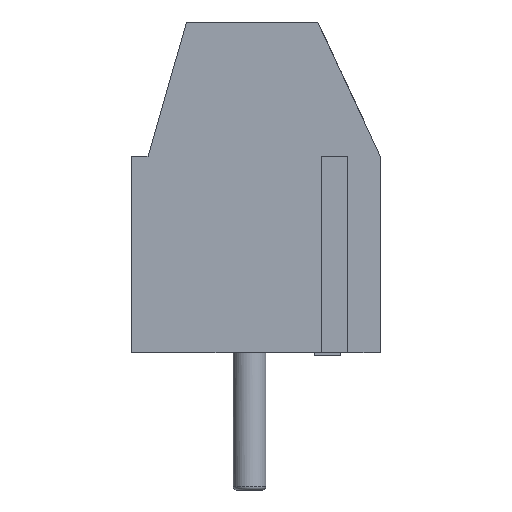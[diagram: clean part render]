
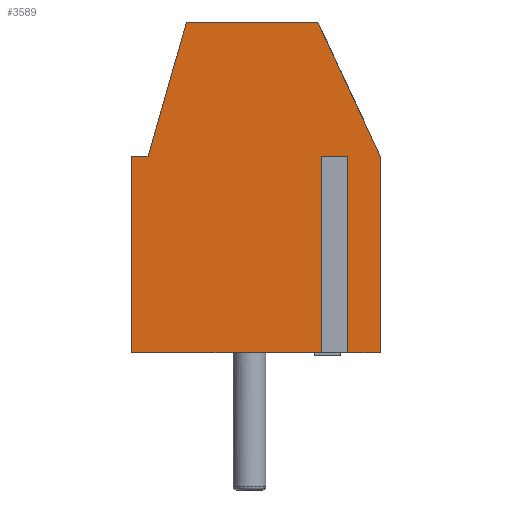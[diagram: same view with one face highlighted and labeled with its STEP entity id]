
A CAD part, left-side view. The second image highlights one B-rep face of the part: STEP entity #3589.
In plain terms, the highlighted planar face has unit normal (-1, 0, 0).
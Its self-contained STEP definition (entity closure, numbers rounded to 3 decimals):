
#86 = CARTESIAN_POINT ( 'NONE',  ( -5., 3.601, 6.2 ) ) ;
#221 = CARTESIAN_POINT ( 'NONE',  ( -5., 3.101, 6.2 ) ) ;
#311 = ORIENTED_EDGE ( 'NONE', *, *, #3100, .F. ) ;
#343 = CARTESIAN_POINT ( 'NONE',  ( -5., -2.199, 6.2 ) ) ;
#350 = CARTESIAN_POINT ( 'NONE',  ( -5., -2.199, 0.2 ) ) ;
#394 = ORIENTED_EDGE ( 'NONE', *, *, #857, .F. ) ;
#439 = CARTESIAN_POINT ( 'NONE',  ( -5., 3.601, 6.2 ) ) ;
#470 = ORIENTED_EDGE ( 'NONE', *, *, #4405, .F. ) ;
#513 = VERTEX_POINT ( 'NONE', #7565 ) ;
#548 = VECTOR ( 'NONE', #3717, 1000. ) ;
#668 = VECTOR ( 'NONE', #3020, 1000. ) ;
#822 = LINE ( 'NONE', #7321, #2664 ) ;
#857 = EDGE_CURVE ( 'NONE', #2967, #4973, #7541, .T. ) ;
#870 = VERTEX_POINT ( 'NONE', #4261 ) ;
#1045 = DIRECTION ( 'NONE',  ( 0., 1., 0. ) ) ;
#2059 = LINE ( 'NONE', #6654, #6951 ) ;
#2153 = PLANE ( 'NONE',  #4299 ) ;
#2169 = CARTESIAN_POINT ( 'NONE',  ( -5., -2.087, 10.3 ) ) ;
#2319 = DIRECTION ( 'NONE',  ( 0., 0., 1. ) ) ;
#2664 = VECTOR ( 'NONE', #6671, 1000. ) ;
#2682 = VERTEX_POINT ( 'NONE', #2169 ) ;
#2765 = VECTOR ( 'NONE', #5363, 1000. ) ;
#2808 = EDGE_CURVE ( 'NONE', #8336, #870, #4950, .T. ) ;
#2818 = VECTOR ( 'NONE', #1045, 1000. ) ;
#2861 = DIRECTION ( 'NONE',  ( 0., -0.276, 0.961 ) ) ;
#2937 = CARTESIAN_POINT ( 'NONE',  ( -5., -2.999, 0.2 ) ) ;
#2967 = VERTEX_POINT ( 'NONE', #4646 ) ;
#3016 = CARTESIAN_POINT ( 'NONE',  ( -5., 3.601, 0.2 ) ) ;
#3017 = VECTOR ( 'NONE', #3781, 1000. ) ;
#3020 = DIRECTION ( 'NONE',  ( 0., 0., -1. ) ) ;
#3100 = EDGE_CURVE ( 'NONE', #8164, #2682, #822, .T. ) ;
#3108 = CARTESIAN_POINT ( 'NONE',  ( -5., -3.999, 6.2 ) ) ;
#3176 = VERTEX_POINT ( 'NONE', #343 ) ;
#3231 = ORIENTED_EDGE ( 'NONE', *, *, #3690, .F. ) ;
#3255 = EDGE_CURVE ( 'NONE', #870, #8470, #6365, .T. ) ;
#3412 = FACE_OUTER_BOUND ( 'NONE', #7728, .T. ) ;
#3480 = VECTOR ( 'NONE', #2861, 1000. ) ;
#3589 = ADVANCED_FACE ( 'NONE', ( #3412 ), #2153, .F. ) ;
#3676 = CARTESIAN_POINT ( 'NONE',  ( -5., -2.199, 0.2 ) ) ;
#3690 = EDGE_CURVE ( 'NONE', #4973, #6676, #4247, .T. ) ;
#3717 = DIRECTION ( 'NONE',  ( 0., 0., 1. ) ) ;
#3739 = EDGE_CURVE ( 'NONE', #2967, #3176, #6969, .T. ) ;
#3781 = DIRECTION ( 'NONE',  ( 0., -1., 0. ) ) ;
#3920 = EDGE_CURVE ( 'NONE', #2682, #513, #5403, .T. ) ;
#3984 = DIRECTION ( 'NONE',  ( 0., 1., 0. ) ) ;
#4247 = LINE ( 'NONE', #3016, #8017 ) ;
#4261 = CARTESIAN_POINT ( 'NONE',  ( -5., -2.999, 0.2 ) ) ;
#4299 = AXIS2_PLACEMENT_3D ( 'NONE', #6620, #4807, #7437 ) ;
#4405 = EDGE_CURVE ( 'NONE', #7895, #8164, #6810, .T. ) ;
#4424 = DIRECTION ( 'NONE',  ( 0., 0., 1. ) ) ;
#4610 = VECTOR ( 'NONE', #4424, 1000. ) ;
#4646 = CARTESIAN_POINT ( 'NONE',  ( -5., -2.199, 0.2 ) ) ;
#4807 = DIRECTION ( 'NONE',  ( 1., 0., 0. ) ) ;
#4896 = ORIENTED_EDGE ( 'NONE', *, *, #2808, .F. ) ;
#4950 = LINE ( 'NONE', #8231, #2818 ) ;
#4973 = VERTEX_POINT ( 'NONE', #8262 ) ;
#4998 = DIRECTION ( 'NONE',  ( 0., 1., 0. ) ) ;
#5215 = ORIENTED_EDGE ( 'NONE', *, *, #6287, .F. ) ;
#5363 = DIRECTION ( 'NONE',  ( 0., -0.423, -0.906 ) ) ;
#5396 = CARTESIAN_POINT ( 'NONE',  ( -5., 1.925, 10.3 ) ) ;
#5403 = LINE ( 'NONE', #7904, #2765 ) ;
#5463 = CARTESIAN_POINT ( 'NONE',  ( -5., -3.999, 0.2 ) ) ;
#5674 = CARTESIAN_POINT ( 'NONE',  ( -5., -2.999, 6.2 ) ) ;
#5752 = LINE ( 'NONE', #3108, #668 ) ;
#5776 = ORIENTED_EDGE ( 'NONE', *, *, #6985, .F. ) ;
#6148 = ORIENTED_EDGE ( 'NONE', *, *, #3920, .F. ) ;
#6287 = EDGE_CURVE ( 'NONE', #8470, #3176, #2059, .T. ) ;
#6365 = LINE ( 'NONE', #2937, #4610 ) ;
#6573 = ORIENTED_EDGE ( 'NONE', *, *, #3739, .T. ) ;
#6620 = CARTESIAN_POINT ( 'NONE',  ( -5., 0.192, 5.25 ) ) ;
#6654 = CARTESIAN_POINT ( 'NONE',  ( -5., -2.999, 6.2 ) ) ;
#6671 = DIRECTION ( 'NONE',  ( 0., -1., 0. ) ) ;
#6676 = VERTEX_POINT ( 'NONE', #86 ) ;
#6810 = LINE ( 'NONE', #221, #3480 ) ;
#6951 = VECTOR ( 'NONE', #3984, 1000. ) ;
#6969 = LINE ( 'NONE', #3676, #548 ) ;
#6985 = EDGE_CURVE ( 'NONE', #6676, #7895, #8483, .T. ) ;
#7321 = CARTESIAN_POINT ( 'NONE',  ( -5., 1.925, 10.3 ) ) ;
#7395 = EDGE_CURVE ( 'NONE', #513, #8336, #5752, .T. ) ;
#7437 = DIRECTION ( 'NONE',  ( 0., 1., 0. ) ) ;
#7451 = ORIENTED_EDGE ( 'NONE', *, *, #3255, .F. ) ;
#7541 = LINE ( 'NONE', #350, #7807 ) ;
#7565 = CARTESIAN_POINT ( 'NONE',  ( -5., -3.999, 6.2 ) ) ;
#7728 = EDGE_LOOP ( 'NONE', ( #4896, #8005, #6148, #311, #470, #5776, #3231, #394, #6573, #5215, #7451 ) ) ;
#7807 = VECTOR ( 'NONE', #4998, 1000. ) ;
#7895 = VERTEX_POINT ( 'NONE', #7946 ) ;
#7904 = CARTESIAN_POINT ( 'NONE',  ( -5., -2.087, 10.3 ) ) ;
#7946 = CARTESIAN_POINT ( 'NONE',  ( -5., 3.101, 6.2 ) ) ;
#8005 = ORIENTED_EDGE ( 'NONE', *, *, #7395, .F. ) ;
#8017 = VECTOR ( 'NONE', #2319, 1000. ) ;
#8164 = VERTEX_POINT ( 'NONE', #5396 ) ;
#8231 = CARTESIAN_POINT ( 'NONE',  ( -5., -3.999, 0.2 ) ) ;
#8262 = CARTESIAN_POINT ( 'NONE',  ( -5., 3.601, 0.2 ) ) ;
#8336 = VERTEX_POINT ( 'NONE', #5463 ) ;
#8470 = VERTEX_POINT ( 'NONE', #5674 ) ;
#8483 = LINE ( 'NONE', #439, #3017 ) ;
